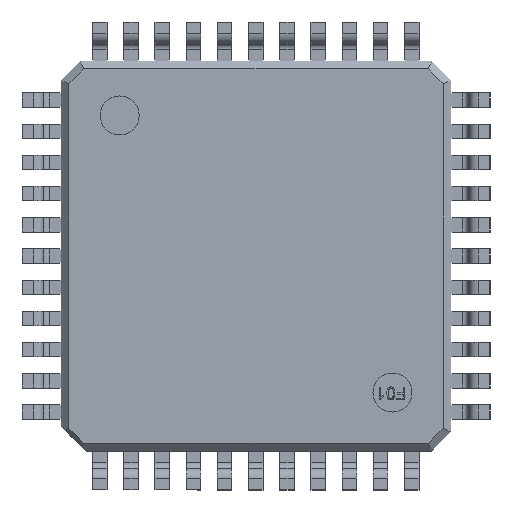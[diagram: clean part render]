
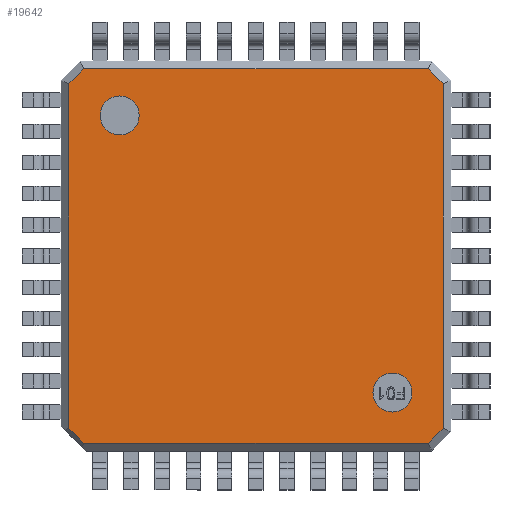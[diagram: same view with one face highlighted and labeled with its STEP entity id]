
A CAD part, front view. The second image highlights one B-rep face of the part: STEP entity #19642.
In plain terms, the highlighted planar face has unit normal (0, -1, 0).
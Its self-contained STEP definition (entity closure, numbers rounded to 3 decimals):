
#575=FACE_BOUND('',#3382,.T.);
#576=FACE_BOUND('',#3383,.T.);
#1075=CIRCLE('',#21007,0.5);
#1077=CIRCLE('',#21011,0.5);
#2274=FACE_OUTER_BOUND('',#3381,.T.);
#3381=EDGE_LOOP('',(#17619,#17620,#17621,#17622,#17623,#17624,#17625,#17626));
#3382=EDGE_LOOP('',(#17627));
#3383=EDGE_LOOP('',(#17628));
#5421=LINE('',#33548,#7523);
#5427=LINE('',#33561,#7529);
#5445=LINE('',#33609,#7547);
#5449=LINE('',#33616,#7551);
#5452=LINE('',#33622,#7554);
#5453=LINE('',#33624,#7555);
#5455=LINE('',#33627,#7557);
#5456=LINE('',#33629,#7558);
#7523=VECTOR('',#25461,10.);
#7529=VECTOR('',#25469,10.);
#7547=VECTOR('',#25519,10.);
#7551=VECTOR('',#25525,10.);
#7554=VECTOR('',#25530,10.);
#7555=VECTOR('',#25533,10.);
#7557=VECTOR('',#25537,10.);
#7558=VECTOR('',#25540,10.);
#9398=VERTEX_POINT('',#33545);
#9399=VERTEX_POINT('',#33547);
#9404=VERTEX_POINT('',#33558);
#9405=VERTEX_POINT('',#33560);
#9411=VERTEX_POINT('',#33584);
#9413=VERTEX_POINT('',#33591);
#9418=VERTEX_POINT('',#33606);
#9419=VERTEX_POINT('',#33608);
#9421=VERTEX_POINT('',#33614);
#9423=VERTEX_POINT('',#33620);
#12131=EDGE_CURVE('',#9398,#9399,#5421,.T.);
#12137=EDGE_CURVE('',#9404,#9405,#5427,.T.);
#12150=EDGE_CURVE('',#9411,#9411,#1075,.T.);
#12153=EDGE_CURVE('',#9413,#9413,#1077,.T.);
#12160=EDGE_CURVE('',#9418,#9419,#5445,.T.);
#12164=EDGE_CURVE('',#9421,#9418,#5449,.T.);
#12167=EDGE_CURVE('',#9423,#9421,#5452,.T.);
#12168=EDGE_CURVE('',#9405,#9398,#5453,.T.);
#12170=EDGE_CURVE('',#9399,#9423,#5455,.T.);
#12171=EDGE_CURVE('',#9419,#9404,#5456,.T.);
#17619=ORIENTED_EDGE('',*,*,#12131,.F.);
#17620=ORIENTED_EDGE('',*,*,#12168,.F.);
#17621=ORIENTED_EDGE('',*,*,#12137,.F.);
#17622=ORIENTED_EDGE('',*,*,#12171,.F.);
#17623=ORIENTED_EDGE('',*,*,#12160,.F.);
#17624=ORIENTED_EDGE('',*,*,#12164,.F.);
#17625=ORIENTED_EDGE('',*,*,#12167,.F.);
#17626=ORIENTED_EDGE('',*,*,#12170,.F.);
#17627=ORIENTED_EDGE('',*,*,#12150,.T.);
#17628=ORIENTED_EDGE('',*,*,#12153,.T.);
#18595=PLANE('',#21025);
#19642=ADVANCED_FACE('',(#2274,#575,#576),#18595,.F.);
#21007=AXIS2_PLACEMENT_3D('',#33585,#25492,#25493);
#21011=AXIS2_PLACEMENT_3D('',#33592,#25501,#25502);
#21025=AXIS2_PLACEMENT_3D('',#33639,#25550,#25551);
#25461=DIRECTION('',(0.,0.,1.));
#25469=DIRECTION('',(-1.,0.,0.));
#25492=DIRECTION('center_axis',(0.,1.,0.));
#25493=DIRECTION('ref_axis',(1.,0.,0.));
#25501=DIRECTION('center_axis',(0.,1.,0.));
#25502=DIRECTION('ref_axis',(1.,0.,0.));
#25519=DIRECTION('',(0.,0.,-1.));
#25525=DIRECTION('',(0.707,0.,-0.707));
#25530=DIRECTION('',(1.,0.,0.));
#25533=DIRECTION('',(-0.707,0.,0.707));
#25537=DIRECTION('',(0.707,0.,0.707));
#25540=DIRECTION('',(-0.707,0.,-0.707));
#25550=DIRECTION('center_axis',(0.,1.,0.));
#25551=DIRECTION('ref_axis',(1.,0.,0.));
#33545=CARTESIAN_POINT('',(-4.8,0.,-4.417));
#33547=CARTESIAN_POINT('',(-4.8,0.,4.417));
#33548=CARTESIAN_POINT('',(-4.8,0.,-2.5));
#33558=CARTESIAN_POINT('',(4.417,0.,-4.8));
#33560=CARTESIAN_POINT('',(-4.417,0.,-4.8));
#33561=CARTESIAN_POINT('',(2.5,0.,-4.8));
#33584=CARTESIAN_POINT('',(3.,0.,-3.5));
#33585=CARTESIAN_POINT('Origin',(3.5,0.,-3.5));
#33591=CARTESIAN_POINT('',(-3.995,0.,3.607));
#33592=CARTESIAN_POINT('Origin',(-3.495,0.,3.607));
#33606=CARTESIAN_POINT('',(4.8,0.,4.417));
#33608=CARTESIAN_POINT('',(4.8,0.,-4.417));
#33609=CARTESIAN_POINT('',(4.8,0.,2.5));
#33614=CARTESIAN_POINT('',(4.417,0.,4.8));
#33616=CARTESIAN_POINT('',(4.609,0.,4.609));
#33620=CARTESIAN_POINT('',(-4.417,0.,4.8));
#33622=CARTESIAN_POINT('',(-2.5,0.,4.8));
#33624=CARTESIAN_POINT('',(-4.609,0.,-4.609));
#33627=CARTESIAN_POINT('',(-4.609,0.,4.609));
#33629=CARTESIAN_POINT('',(4.609,0.,-4.609));
#33639=CARTESIAN_POINT('Origin',(0.,0.,0.));
